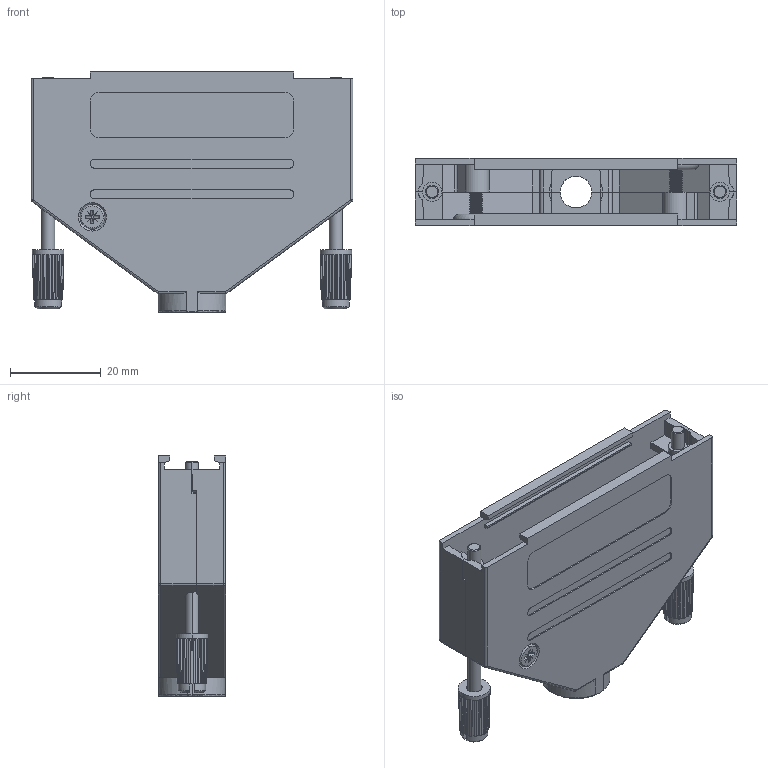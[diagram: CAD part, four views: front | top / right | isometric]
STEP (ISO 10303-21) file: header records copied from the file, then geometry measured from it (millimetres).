
FILE_DESCRIPTION (( 'STEP AP214' ), '1' );
FILE_NAME ('6688-9563-1.STEP', '2022-09-26T10:59:31', ( '' ), ( '' ), 'SwSTEP 2.0', 'SolidWorks 2021', '' );
FILE_SCHEMA (( 'AUTOMOTIVE_DESIGN' ));
Length unit declared in the file: millimetre
Products named in the file (5): 6855-0117-02; 6522-0121-05 (7mm); 6805-0105-04; 6688-9563-1; 6718-0101-01
Assembly tree (8 placements, depth 2):
  6688-9563-1
    6805-0105-04  x2
    6522-0121-05 (7mm)  x2
    6855-0117-02  x2
    6718-0101-01  x2
Bounding box: 71 x 14.85 x 53 mm (x, y, z)
Volume: 13220.6 mm3; surface area: 20474.2 mm2
Topology: 8 solids, 8 shells, 888 faces, 2358 edges, 1506 vertices
Faces by surface type: plane 520, cylinder 260, cone 68, torus 20, bspline 16, sphere 4
Entity records: 16837 total; most frequent: CARTESIAN_POINT 5903, ORIENTED_EDGE 2350, DIRECTION 2145, EDGE_CURVE 1175, VERTEX_POINT 753, LINE 717, VECTOR 717, AXIS2_PLACEMENT_3D 714
